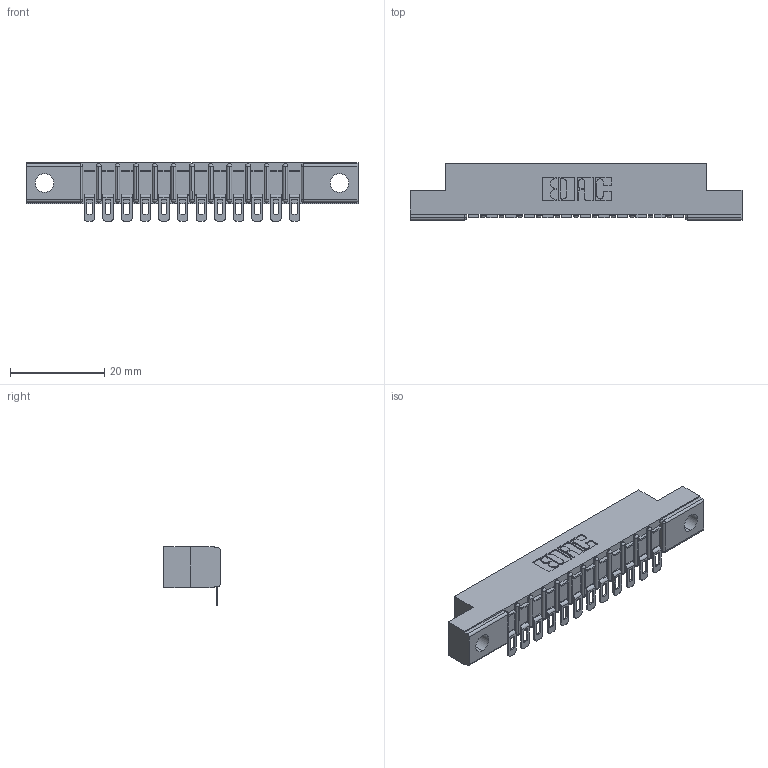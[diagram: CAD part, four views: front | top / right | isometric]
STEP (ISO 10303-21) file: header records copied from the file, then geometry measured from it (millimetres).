
FILE_DESCRIPTION (( 'STEP AP203' ), '1' );
FILE_NAME ('307-012-554-102.STEP', '2018-08-02T22:49:22', ( '' ), ( '' ), 'SwSTEP 2.0', 'SolidWorks 2016', '' );
FILE_SCHEMA (( 'CONFIG_CONTROL_DESIGN' ));
Length unit declared in the file: inch
Products named in the file (3): 307 Part_.128 Dia Mounting Holes; 307-290-002_554; 307-012-554-102
Assembly tree (13 placements, depth 2):
  307-012-554-102
    307 Part_.128 Dia Mounting Holes
    307-290-002_554  x12
Bounding box: 70.56 x 12.01 x 12.52 mm (x, y, z)
Volume: 4569.5 mm3; surface area: 7652.8 mm2
Topology: 13 solids, 13 shells, 1103 faces, 3359 edges, 2202 vertices
Faces by surface type: plane 622, cylinder 455, sphere 26
Entity records: 14953 total; most frequent: CARTESIAN_POINT 2518, ORIENTED_EDGE 2508, DIRECTION 2466, EDGE_CURVE 1254, VECTOR 938, LINE 938, VERTEX_POINT 816, AXIS2_PLACEMENT_3D 764
